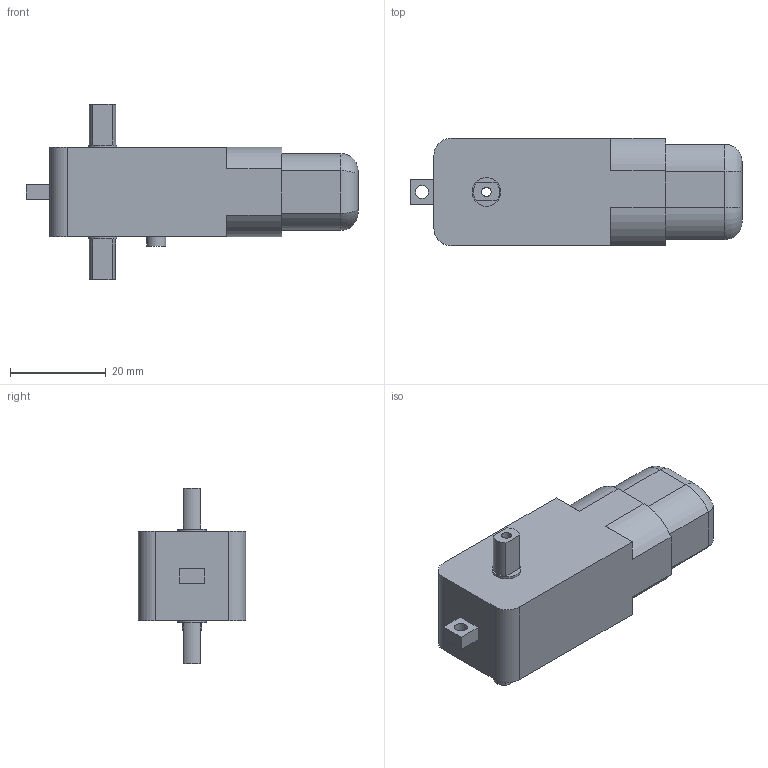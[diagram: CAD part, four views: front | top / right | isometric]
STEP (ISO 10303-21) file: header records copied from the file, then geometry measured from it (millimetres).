
FILE_DESCRIPTION(/* description */ (''),/* implementation_level */ '2;1');
FILE_NAME(/* name */ 'DC-motor-yellow.stp',/* time_stamp */ '2016-12-06T21:09:59+01:00',/* author */ ('Pueblo'),/* organization */ (''),/* preprocessor_version */ 'ST-DEVELOPER v15.2',/* originating_system */ 'Autodesk Inventor 2014',/* authorisation */ '');
FILE_SCHEMA (('AUTOMOTIVE_DESIGN { 1 0 10303 214 3 1 1 }'));
Length unit declared in the file: millimetre
Products named in the file (1): DC-motor-yellow
Bounding box: 69.5 x 22.5 x 36.65 mm (x, y, z)
Volume: 24609.9 mm3; surface area: 6172.1 mm2
Topology: 1 solids, 1 shells, 56 faces, 133 edges, 86 vertices
Faces by surface type: plane 29, cylinder 23, torus 3, bspline 1
Full cylindrical faces by diameter (mm): 2 x1, 2.7 x1, 4 x1, 6 x2
Entity records: 1750 total; most frequent: CARTESIAN_POINT 342, DIRECTION 280, ORIENTED_EDGE 256, EDGE_CURVE 128, AXIS2_PLACEMENT_3D 101, VERTEX_POINT 86, LINE 78, VECTOR 78
